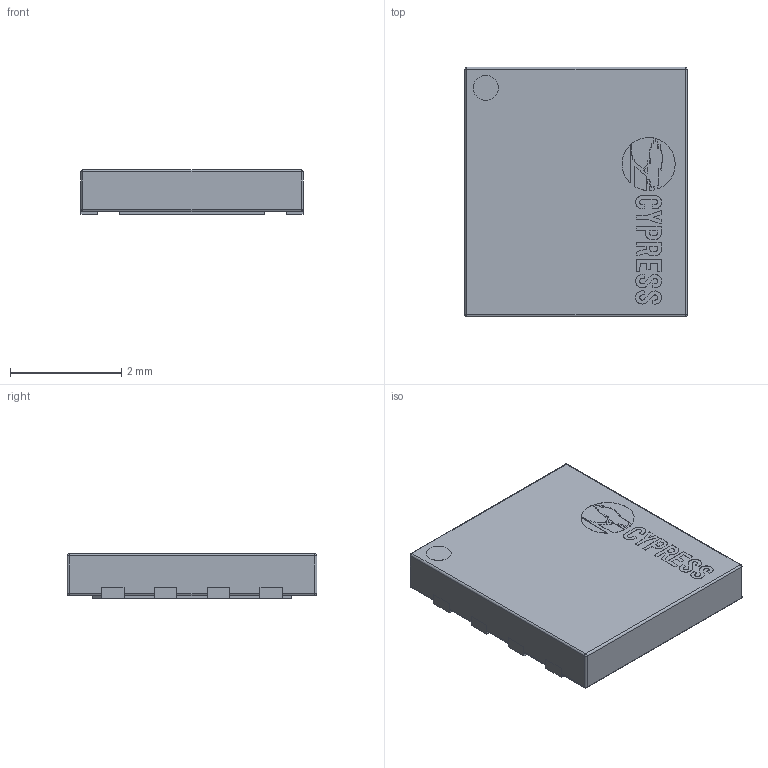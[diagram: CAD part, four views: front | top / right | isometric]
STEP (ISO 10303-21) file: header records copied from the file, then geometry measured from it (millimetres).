
FILE_DESCRIPTION(/* description */ (''),/* implementation_level */ '2;1');
FILE_NAME(/* name */ 'Cypress Semiconductor FM25CL64B-DG - 8-TDFN (4x4.5).stp',/* time_stamp */ '2020-03-31T20:42:37-04:00',/* author */ ('Ricardo'),/* organization */ (''),/* preprocessor_version */ 'ST-DEVELOPER v18',/* originating_system */ 'Autodesk Inventor 2020',/* authorisation */ '');
FILE_SCHEMA (('AUTOMOTIVE_DESIGN { 1 0 10303 214 3 1 1 }'));
Length unit declared in the file: millimetre
Products named in the file (4): Cypress Semiconductor FM25CL64B-DG - 8-TDFN (4x4.5); body; pads; logo
Assembly tree (3 placements, depth 2):
  Cypress Semiconductor FM25CL64B-DG - 8-TDFN (4x4.5)
    body
    pads
    logo
Bounding box: 4 x 4.5 x 0.8 mm (x, y, z)
Volume: 14 mm3; surface area: 78.2 mm2
Topology: 24 solids, 24 shells, 416 faces, 1079 edges, 712 vertices
Faces by surface type: plane 247, bspline 140, cylinder 21, sphere 8
Full cylindrical faces by diameter (mm): 0.45 x1
Entity records: 13387 total; most frequent: CARTESIAN_POINT 3858, ORIENTED_EDGE 2158, DIRECTION 1501, EDGE_CURVE 1079, LINE 755, VECTOR 755, VERTEX_POINT 712, EDGE_LOOP 421
